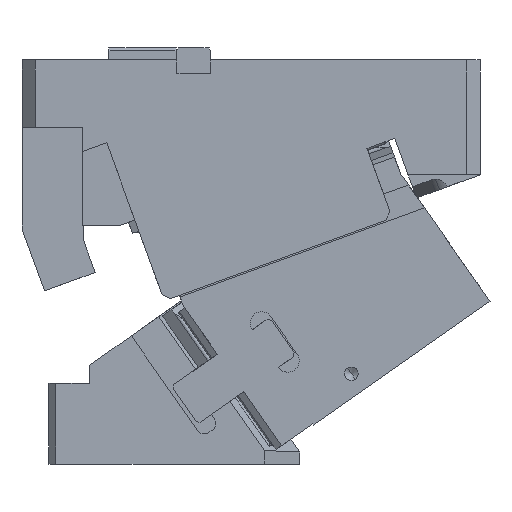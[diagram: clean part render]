
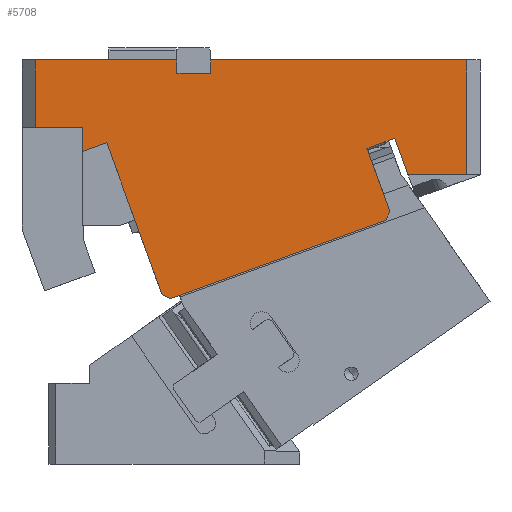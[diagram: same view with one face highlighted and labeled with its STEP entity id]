
A CAD part, front view. The second image highlights one B-rep face of the part: STEP entity #5708.
In plain terms, the highlighted planar face has unit normal (0, -1, 0).
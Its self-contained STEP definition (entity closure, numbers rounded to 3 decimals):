
#234=CARTESIAN_POINT('Vertex',(-250.,-75.,300.)) ;
#237=CARTESIAN_POINT('Line Origine',(-197.5,-75.,300.)) ;
#241=CARTESIAN_POINT('Vertex',(-145.,-75.,300.)) ;
#512=CARTESIAN_POINT('Vertex',(-250.,-75.,250.)) ;
#515=CARTESIAN_POINT('Line Origine',(-250.,-75.,275.)) ;
#1231=CARTESIAN_POINT('Vertex',(-215.,-75.,232.026)) ;
#1234=CARTESIAN_POINT('Line Origine',(-215.,-75.,241.013)) ;
#1238=CARTESIAN_POINT('Vertex',(-215.,-75.,250.)) ;
#1392=CARTESIAN_POINT('Vertex',(-197.098,-75.,238.542)) ;
#1395=CARTESIAN_POINT('Line Origine',(-206.049,-75.,235.284)) ;
#1706=CARTESIAN_POINT('Vertex',(-4.021,-75.,234.353)) ;
#1709=CARTESIAN_POINT('Line Origine',(4.534,-75.,210.848)) ;
#1713=CARTESIAN_POINT('Vertex',(13.089,-75.,187.343)) ;
#1783=CARTESIAN_POINT('Vertex',(10.083,-75.,239.458)) ;
#1786=CARTESIAN_POINT('Line Origine',(10.079,-75.,239.47)) ;
#1790=CARTESIAN_POINT('Vertex',(10.074,-75.,239.483)) ;
#2046=CARTESIAN_POINT('Line Origine',(11.595,-75.,184.138)) ;
#2050=CARTESIAN_POINT('Vertex',(10.101,-75.,180.934)) ;
#2258=CARTESIAN_POINT('Vertex',(-149.647,-75.,122.791)) ;
#2261=CARTESIAN_POINT('Line Origine',(-152.851,-75.,124.285)) ;
#2265=CARTESIAN_POINT('Vertex',(-156.056,-75.,125.779)) ;
#2646=CARTESIAN_POINT('Vertex',(-120.,-75.,300.)) ;
#2649=CARTESIAN_POINT('Line Origine',(-25.,-75.,300.)) ;
#2653=CARTESIAN_POINT('Vertex',(70.,-75.,300.)) ;
#2889=CARTESIAN_POINT('Vertex',(26.434,-75.,215.)) ;
#2892=CARTESIAN_POINT('Line Origine',(21.548,-75.,228.426)) ;
#2896=CARTESIAN_POINT('Vertex',(16.661,-75.,241.852)) ;
#3031=CARTESIAN_POINT('Vertex',(70.,-75.,215.)) ;
#3034=CARTESIAN_POINT('Line Origine',(70.,-75.,257.5)) ;
#4784=CARTESIAN_POINT('Vertex',(-145.,-75.,290.)) ;
#4787=CARTESIAN_POINT('Line Origine',(-132.5,-75.,290.)) ;
#4791=CARTESIAN_POINT('Vertex',(-120.,-75.,290.)) ;
#4916=CARTESIAN_POINT('Line Origine',(48.217,-75.,215.)) ;
#5010=CARTESIAN_POINT('Line Origine',(-120.,-75.,295.)) ;
#5219=CARTESIAN_POINT('Line Origine',(-69.773,-75.,151.862)) ;
#5278=CARTESIAN_POINT('Line Origine',(13.372,-75.,240.655)) ;
#5318=CARTESIAN_POINT('Line Origine',(3.026,-75.,236.918)) ;
#5415=CARTESIAN_POINT('Line Origine',(-176.577,-75.,182.161)) ;
#5671=CARTESIAN_POINT('Axis2P3D Location',(-260.,-75.,250.)) ;
#5676=CARTESIAN_POINT('Line Origine',(-145.,-75.,295.)) ;
#5681=CARTESIAN_POINT('Line Origine',(-232.5,-75.,250.)) ;
#238=DIRECTION('Vector Direction',(-1.,0.,0.)) ;
#516=DIRECTION('Vector Direction',(0.,0.,-1.)) ;
#1235=DIRECTION('Vector Direction',(0.,0.,-1.)) ;
#1396=DIRECTION('Vector Direction',(0.94,0.,0.342)) ;
#1710=DIRECTION('Vector Direction',(-0.342,0.,0.94)) ;
#1787=DIRECTION('Vector Direction',(-0.342,0.,0.94)) ;
#2047=DIRECTION('Vector Direction',(0.423,0.,0.906)) ;
#2262=DIRECTION('Vector Direction',(0.906,0.,-0.423)) ;
#2650=DIRECTION('Vector Direction',(-1.,0.,0.)) ;
#2893=DIRECTION('Vector Direction',(0.342,0.,-0.94)) ;
#3035=DIRECTION('Vector Direction',(0.,0.,1.)) ;
#4788=DIRECTION('Vector Direction',(1.,0.,0.)) ;
#4917=DIRECTION('Vector Direction',(1.,0.,0.)) ;
#5011=DIRECTION('Vector Direction',(0.,0.,1.)) ;
#5220=DIRECTION('Vector Direction',(0.94,0.,0.342)) ;
#5279=DIRECTION('Vector Direction',(0.94,0.,0.342)) ;
#5319=DIRECTION('Vector Direction',(0.94,0.,0.342)) ;
#5416=DIRECTION('Vector Direction',(-0.342,0.,0.94)) ;
#5672=DIRECTION('Axis2P3D Direction',(0.,1.,0.)) ;
#5673=DIRECTION('Axis2P3D XDirection',(-1.,0.,0.)) ;
#5677=DIRECTION('Vector Direction',(0.,0.,1.)) ;
#5682=DIRECTION('Vector Direction',(1.,0.,0.)) ;
#5674=AXIS2_PLACEMENT_3D('Plane Axis2P3D',#5671,#5672,#5673) ;
#5687=ORIENTED_EDGE('',*,*,#2267,.T.) ;
#5688=ORIENTED_EDGE('',*,*,#5223,.T.) ;
#5689=ORIENTED_EDGE('',*,*,#2052,.T.) ;
#5690=ORIENTED_EDGE('',*,*,#1715,.T.) ;
#5691=ORIENTED_EDGE('',*,*,#5322,.T.) ;
#5692=ORIENTED_EDGE('',*,*,#1792,.F.) ;
#5693=ORIENTED_EDGE('',*,*,#5282,.T.) ;
#5694=ORIENTED_EDGE('',*,*,#2898,.T.) ;
#5695=ORIENTED_EDGE('',*,*,#4920,.T.) ;
#5696=ORIENTED_EDGE('',*,*,#3038,.T.) ;
#5697=ORIENTED_EDGE('',*,*,#2655,.T.) ;
#5698=ORIENTED_EDGE('',*,*,#5014,.F.) ;
#5699=ORIENTED_EDGE('',*,*,#4793,.F.) ;
#5700=ORIENTED_EDGE('',*,*,#5680,.T.) ;
#5701=ORIENTED_EDGE('',*,*,#243,.T.) ;
#5702=ORIENTED_EDGE('',*,*,#519,.T.) ;
#5703=ORIENTED_EDGE('',*,*,#5685,.T.) ;
#5704=ORIENTED_EDGE('',*,*,#1240,.T.) ;
#5705=ORIENTED_EDGE('',*,*,#1399,.T.) ;
#5706=ORIENTED_EDGE('',*,*,#5419,.F.) ;
#239=VECTOR('Line Direction',#238,1.) ;
#517=VECTOR('Line Direction',#516,1.) ;
#1236=VECTOR('Line Direction',#1235,1.) ;
#1397=VECTOR('Line Direction',#1396,1.) ;
#1711=VECTOR('Line Direction',#1710,1.) ;
#1788=VECTOR('Line Direction',#1787,1.) ;
#2048=VECTOR('Line Direction',#2047,1.) ;
#2263=VECTOR('Line Direction',#2262,1.) ;
#2651=VECTOR('Line Direction',#2650,1.) ;
#2894=VECTOR('Line Direction',#2893,1.) ;
#3036=VECTOR('Line Direction',#3035,1.) ;
#4789=VECTOR('Line Direction',#4788,1.) ;
#4918=VECTOR('Line Direction',#4917,1.) ;
#5012=VECTOR('Line Direction',#5011,1.) ;
#5221=VECTOR('Line Direction',#5220,1.) ;
#5280=VECTOR('Line Direction',#5279,1.) ;
#5320=VECTOR('Line Direction',#5319,1.) ;
#5417=VECTOR('Line Direction',#5416,1.) ;
#5678=VECTOR('Line Direction',#5677,1.) ;
#5683=VECTOR('Line Direction',#5682,1.) ;
#5708=ADVANCED_FACE('CAM HOLDER',(#5707),#5675,.F.) ;
#243=EDGE_CURVE('',#242,#235,#240,.T.) ;
#519=EDGE_CURVE('',#235,#513,#518,.T.) ;
#1240=EDGE_CURVE('',#1239,#1232,#1237,.T.) ;
#1399=EDGE_CURVE('',#1232,#1393,#1398,.T.) ;
#1715=EDGE_CURVE('',#1714,#1707,#1712,.T.) ;
#1792=EDGE_CURVE('',#1784,#1791,#1789,.T.) ;
#2052=EDGE_CURVE('',#2051,#1714,#2049,.T.) ;
#2267=EDGE_CURVE('',#2266,#2259,#2264,.T.) ;
#2655=EDGE_CURVE('',#2654,#2647,#2652,.T.) ;
#2898=EDGE_CURVE('',#2897,#2890,#2895,.T.) ;
#3038=EDGE_CURVE('',#3032,#2654,#3037,.T.) ;
#4793=EDGE_CURVE('',#4785,#4792,#4790,.T.) ;
#4920=EDGE_CURVE('',#2890,#3032,#4919,.T.) ;
#5014=EDGE_CURVE('',#4792,#2647,#5013,.T.) ;
#5223=EDGE_CURVE('',#2259,#2051,#5222,.T.) ;
#5282=EDGE_CURVE('',#1784,#2897,#5281,.T.) ;
#5322=EDGE_CURVE('',#1707,#1791,#5321,.T.) ;
#5419=EDGE_CURVE('',#2266,#1393,#5418,.T.) ;
#5680=EDGE_CURVE('',#4785,#242,#5679,.T.) ;
#5685=EDGE_CURVE('',#513,#1239,#5684,.T.) ;
#5686=EDGE_LOOP('',(#5687,#5688,#5689,#5690,#5691,#5692,#5693,#5694,#5695,#5696,#5697,#5698,#5699,#5700,#5701,#5702,#5703,#5704,#5705,#5706)) ;
#5707=FACE_OUTER_BOUND('',#5686,.T.) ;
#240=LINE('Line',#237,#239) ;
#518=LINE('Line',#515,#517) ;
#1237=LINE('Line',#1234,#1236) ;
#1398=LINE('Line',#1395,#1397) ;
#1712=LINE('Line',#1709,#1711) ;
#1789=LINE('Line',#1786,#1788) ;
#2049=LINE('Line',#2046,#2048) ;
#2264=LINE('Line',#2261,#2263) ;
#2652=LINE('Line',#2649,#2651) ;
#2895=LINE('Line',#2892,#2894) ;
#3037=LINE('Line',#3034,#3036) ;
#4790=LINE('Line',#4787,#4789) ;
#4919=LINE('Line',#4916,#4918) ;
#5013=LINE('Line',#5010,#5012) ;
#5222=LINE('Line',#5219,#5221) ;
#5281=LINE('Line',#5278,#5280) ;
#5321=LINE('Line',#5318,#5320) ;
#5418=LINE('Line',#5415,#5417) ;
#5679=LINE('Line',#5676,#5678) ;
#5684=LINE('Line',#5681,#5683) ;
#5675=PLANE('Plane',#5674) ;
#235=VERTEX_POINT('',#234) ;
#242=VERTEX_POINT('',#241) ;
#513=VERTEX_POINT('',#512) ;
#1232=VERTEX_POINT('',#1231) ;
#1239=VERTEX_POINT('',#1238) ;
#1393=VERTEX_POINT('',#1392) ;
#1707=VERTEX_POINT('',#1706) ;
#1714=VERTEX_POINT('',#1713) ;
#1784=VERTEX_POINT('',#1783) ;
#1791=VERTEX_POINT('',#1790) ;
#2051=VERTEX_POINT('',#2050) ;
#2259=VERTEX_POINT('',#2258) ;
#2266=VERTEX_POINT('',#2265) ;
#2647=VERTEX_POINT('',#2646) ;
#2654=VERTEX_POINT('',#2653) ;
#2890=VERTEX_POINT('',#2889) ;
#2897=VERTEX_POINT('',#2896) ;
#3032=VERTEX_POINT('',#3031) ;
#4785=VERTEX_POINT('',#4784) ;
#4792=VERTEX_POINT('',#4791) ;
